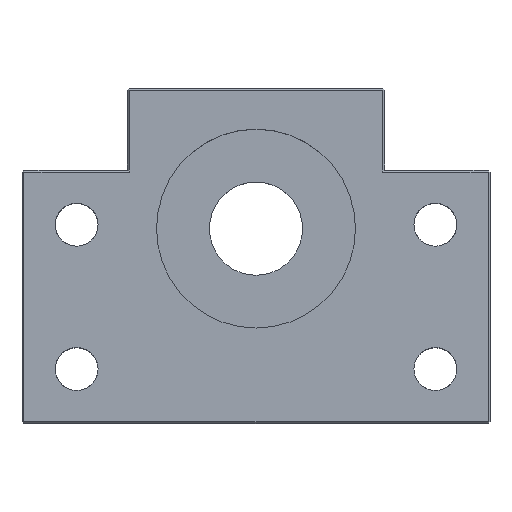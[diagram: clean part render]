
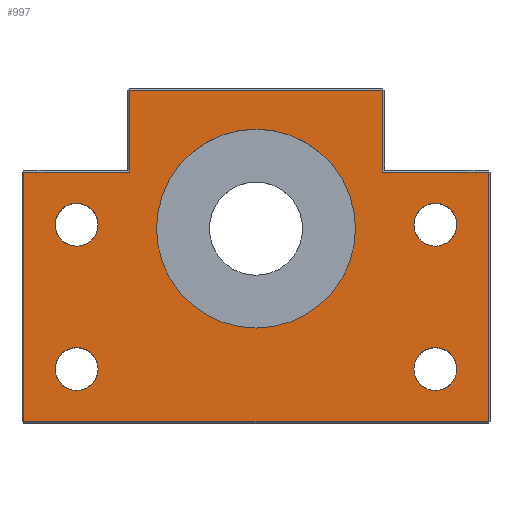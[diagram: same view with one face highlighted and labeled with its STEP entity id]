
A CAD part, top view. The second image highlights one B-rep face of the part: STEP entity #997.
In plain terms, the highlighted planar face has unit normal (0, 0, 1).
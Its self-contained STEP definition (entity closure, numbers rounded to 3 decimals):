
#55=LINE('',#1474,#156);
#83=LINE('',#1529,#184);
#85=LINE('',#1532,#186);
#90=LINE('',#1541,#191);
#92=LINE('',#1544,#193);
#96=LINE('',#1550,#197);
#102=LINE('',#1559,#203);
#106=LINE('',#1565,#207);
#156=VECTOR('',#1191,10.);
#184=VECTOR('',#1241,10.);
#186=VECTOR('',#1245,10.);
#191=VECTOR('',#1254,10.);
#193=VECTOR('',#1258,10.);
#197=VECTOR('',#1266,10.);
#203=VECTOR('',#1278,10.);
#207=VECTOR('',#1286,10.);
#248=FACE_BOUND('',#380,.T.);
#249=FACE_BOUND('',#381,.T.);
#250=FACE_BOUND('',#382,.T.);
#251=FACE_BOUND('',#383,.T.);
#252=FACE_BOUND('',#384,.T.);
#308=FACE_OUTER_BOUND('',#379,.T.);
#379=EDGE_LOOP('',(#807,#808,#809,#810,#811,#812,#813,#814));
#380=EDGE_LOOP('',(#815));
#381=EDGE_LOOP('',(#816));
#382=EDGE_LOOP('',(#817));
#383=EDGE_LOOP('',(#818));
#384=EDGE_LOOP('',(#819));
#428=CIRCLE('',#1085,2.75);
#429=CIRCLE('',#1086,2.75);
#430=CIRCLE('',#1087,2.75);
#431=CIRCLE('',#1088,2.75);
#432=CIRCLE('',#1089,12.75);
#446=VERTEX_POINT('',#1407);
#449=VERTEX_POINT('',#1414);
#455=VERTEX_POINT('',#1428);
#461=VERTEX_POINT('',#1442);
#470=VERTEX_POINT('',#1473);
#474=VERTEX_POINT('',#1484);
#477=VERTEX_POINT('',#1491);
#488=VERTEX_POINT('',#1540);
#494=VERTEX_POINT('',#1585);
#495=VERTEX_POINT('',#1587);
#496=VERTEX_POINT('',#1589);
#497=VERTEX_POINT('',#1591);
#498=VERTEX_POINT('',#1593);
#551=EDGE_CURVE('',#461,#470,#55,.T.);
#579=EDGE_CURVE('',#470,#477,#83,.T.);
#581=EDGE_CURVE('',#477,#474,#85,.T.);
#586=EDGE_CURVE('',#474,#488,#90,.T.);
#588=EDGE_CURVE('',#488,#455,#92,.T.);
#592=EDGE_CURVE('',#449,#461,#96,.T.);
#598=EDGE_CURVE('',#455,#446,#102,.T.);
#602=EDGE_CURVE('',#446,#449,#106,.T.);
#611=EDGE_CURVE('',#494,#494,#428,.T.);
#612=EDGE_CURVE('',#495,#495,#429,.T.);
#613=EDGE_CURVE('',#496,#496,#430,.T.);
#614=EDGE_CURVE('',#497,#497,#431,.T.);
#615=EDGE_CURVE('',#498,#498,#432,.T.);
#807=ORIENTED_EDGE('',*,*,#551,.F.);
#808=ORIENTED_EDGE('',*,*,#592,.F.);
#809=ORIENTED_EDGE('',*,*,#602,.F.);
#810=ORIENTED_EDGE('',*,*,#598,.F.);
#811=ORIENTED_EDGE('',*,*,#588,.F.);
#812=ORIENTED_EDGE('',*,*,#586,.F.);
#813=ORIENTED_EDGE('',*,*,#581,.F.);
#814=ORIENTED_EDGE('',*,*,#579,.F.);
#815=ORIENTED_EDGE('',*,*,#611,.T.);
#816=ORIENTED_EDGE('',*,*,#612,.T.);
#817=ORIENTED_EDGE('',*,*,#613,.T.);
#818=ORIENTED_EDGE('',*,*,#614,.T.);
#819=ORIENTED_EDGE('',*,*,#615,.T.);
#948=PLANE('',#1084);
#997=ADVANCED_FACE('',(#308,#248,#249,#250,#251,#252),#948,.T.);
#1084=AXIS2_PLACEMENT_3D('',#1584,#1310,#1311);
#1085=AXIS2_PLACEMENT_3D('',#1586,#1312,#1313);
#1086=AXIS2_PLACEMENT_3D('',#1588,#1314,#1315);
#1087=AXIS2_PLACEMENT_3D('',#1590,#1316,#1317);
#1088=AXIS2_PLACEMENT_3D('',#1592,#1318,#1319);
#1089=AXIS2_PLACEMENT_3D('',#1594,#1320,#1321);
#1191=DIRECTION('',(1.,0.,0.));
#1241=DIRECTION('',(0.,1.,0.));
#1245=DIRECTION('',(1.,0.,0.));
#1254=DIRECTION('',(0.,-1.,0.));
#1258=DIRECTION('',(1.,0.,0.));
#1266=DIRECTION('',(0.,1.,0.));
#1278=DIRECTION('',(0.,-1.,0.));
#1286=DIRECTION('',(-1.,0.,0.));
#1310=DIRECTION('center_axis',(0.,0.,1.));
#1311=DIRECTION('ref_axis',(1.,0.,0.));
#1312=DIRECTION('center_axis',(0.,0.,-1.));
#1313=DIRECTION('ref_axis',(-1.,0.,0.));
#1314=DIRECTION('center_axis',(0.,0.,-1.));
#1315=DIRECTION('ref_axis',(-1.,0.,0.));
#1316=DIRECTION('center_axis',(0.,0.,-1.));
#1317=DIRECTION('ref_axis',(-1.,0.,0.));
#1318=DIRECTION('center_axis',(0.,0.,-1.));
#1319=DIRECTION('ref_axis',(-1.,0.,0.));
#1320=DIRECTION('center_axis',(0.,0.,-1.));
#1321=DIRECTION('ref_axis',(-1.,0.,0.));
#1407=CARTESIAN_POINT('',(29.75,-21.25,20.));
#1414=CARTESIAN_POINT('',(-29.75,-21.25,20.));
#1428=CARTESIAN_POINT('',(29.75,10.75,20.));
#1442=CARTESIAN_POINT('',(-29.75,10.75,20.));
#1473=CARTESIAN_POINT('',(-16.25,10.75,20.));
#1474=CARTESIAN_POINT('',(-8.25,10.75,20.));
#1484=CARTESIAN_POINT('',(16.25,21.25,20.));
#1491=CARTESIAN_POINT('',(-16.25,21.25,20.));
#1529=CARTESIAN_POINT('',(-16.25,10.75,20.));
#1532=CARTESIAN_POINT('',(8.25,21.25,20.));
#1540=CARTESIAN_POINT('',(16.25,10.75,20.));
#1541=CARTESIAN_POINT('',(16.25,5.5,20.));
#1544=CARTESIAN_POINT('',(15.,10.75,20.));
#1550=CARTESIAN_POINT('',(-29.75,5.5,20.));
#1559=CARTESIAN_POINT('',(29.75,-10.75,20.));
#1565=CARTESIAN_POINT('',(-15.,-21.25,20.));
#1584=CARTESIAN_POINT('Origin',(0.,0.,20.));
#1585=CARTESIAN_POINT('',(-20.25,4.,20.));
#1586=CARTESIAN_POINT('Origin',(-23.,4.,20.));
#1587=CARTESIAN_POINT('',(25.75,-14.5,20.));
#1588=CARTESIAN_POINT('Origin',(23.,-14.5,20.));
#1589=CARTESIAN_POINT('',(-20.25,-14.5,20.));
#1590=CARTESIAN_POINT('Origin',(-23.,-14.5,20.));
#1591=CARTESIAN_POINT('',(25.75,4.,20.));
#1592=CARTESIAN_POINT('Origin',(23.,4.,20.));
#1593=CARTESIAN_POINT('',(12.75,3.5,20.));
#1594=CARTESIAN_POINT('Origin',(0.,3.5,20.));
